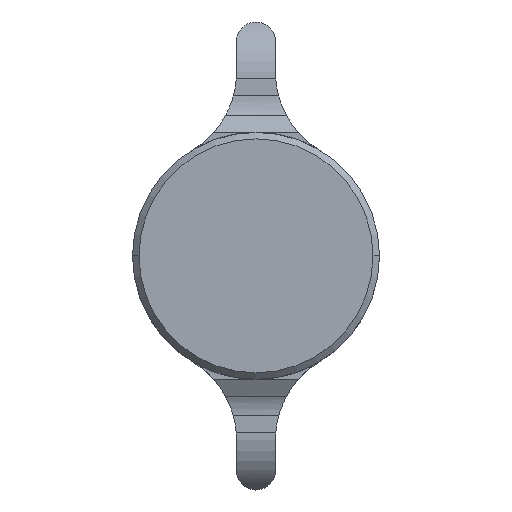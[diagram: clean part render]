
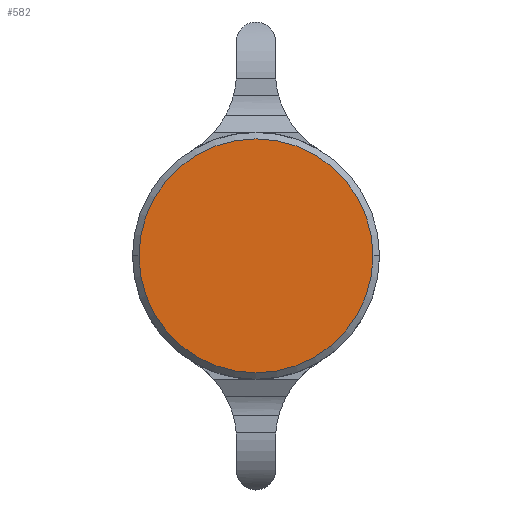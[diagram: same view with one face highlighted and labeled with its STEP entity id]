
A CAD part, top view. The second image highlights one B-rep face of the part: STEP entity #582.
In plain terms, the highlighted planar face has unit normal (0, 0, 1).
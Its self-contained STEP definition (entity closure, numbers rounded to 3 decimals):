
#38 = EDGE_CURVE ( 'NONE', #1477, #1171, #884, .T. ) ;
#234 = DIRECTION ( 'NONE',  ( 1., 0., 0. ) ) ;
#361 = ORIENTED_EDGE ( 'NONE', *, *, #1145, .T. ) ;
#375 = AXIS2_PLACEMENT_3D ( 'NONE', #1201, #1031, #1684 ) ;
#393 = DIRECTION ( 'NONE',  ( 0., 0., 1. ) ) ;
#532 = AXIS2_PLACEMENT_3D ( 'NONE', #1137, #1286, #234 ) ;
#582 = ADVANCED_FACE ( 'NONE', ( #1978 ), #2105, .T. ) ;
#615 = DIRECTION ( 'NONE',  ( -1., 0., 0. ) ) ;
#676 = EDGE_LOOP ( 'NONE', ( #1275, #361 ) ) ;
#687 = CARTESIAN_POINT ( 'NONE',  ( 9., 0., 4.5 ) ) ;
#884 = CIRCLE ( 'NONE', #2117, 9. ) ;
#971 = CARTESIAN_POINT ( 'NONE',  ( 0., 0., 4.5 ) ) ;
#1031 = DIRECTION ( 'NONE',  ( 0., 0., 1. ) ) ;
#1137 = CARTESIAN_POINT ( 'NONE',  ( 0., 0., 4.5 ) ) ;
#1145 = EDGE_CURVE ( 'NONE', #1171, #1477, #1305, .T. ) ;
#1171 = VERTEX_POINT ( 'NONE', #687 ) ;
#1201 = CARTESIAN_POINT ( 'NONE',  ( 0., 0., 4.5 ) ) ;
#1275 = ORIENTED_EDGE ( 'NONE', *, *, #38, .T. ) ;
#1286 = DIRECTION ( 'NONE',  ( 0., 0., 1. ) ) ;
#1305 = CIRCLE ( 'NONE', #375, 9. ) ;
#1477 = VERTEX_POINT ( 'NONE', #1868 ) ;
#1684 = DIRECTION ( 'NONE',  ( -1., 0., 0. ) ) ;
#1868 = CARTESIAN_POINT ( 'NONE',  ( -9., 0., 4.5 ) ) ;
#1978 = FACE_OUTER_BOUND ( 'NONE', #676, .T. ) ;
#2105 = PLANE ( 'NONE',  #532 ) ;
#2117 = AXIS2_PLACEMENT_3D ( 'NONE', #971, #393, #615 ) ;
